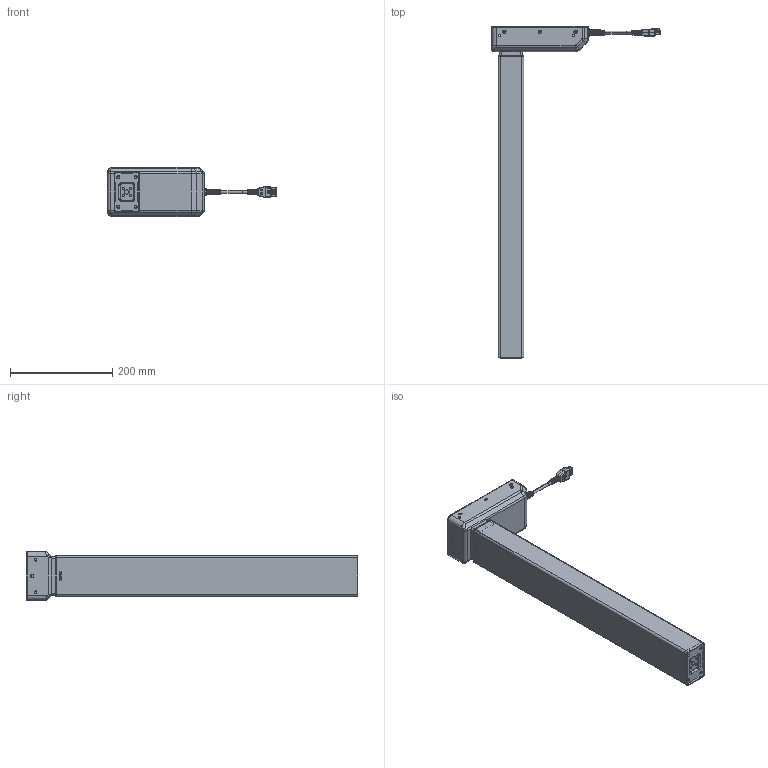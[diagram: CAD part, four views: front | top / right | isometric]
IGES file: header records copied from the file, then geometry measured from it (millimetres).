
Start section: SolidWorks IGES file using analytic representation for surfaces
Global section: file name: DD05.2.IGS; native system: SolidWorks 2020; preprocessor: SolidWorks 2020; author: JUWi; date: 210115.215713; units: millimetre
Bounding box: 331.1 x 650 x 96 mm (x, y, z)
Surface area: 730225.3 mm2 (no closed solid volume)
Topology: 0 solids, 0 shells, 2511 faces, 23021 edges, 23019 vertices
Faces by surface type: bspline 1885, revolution 626
